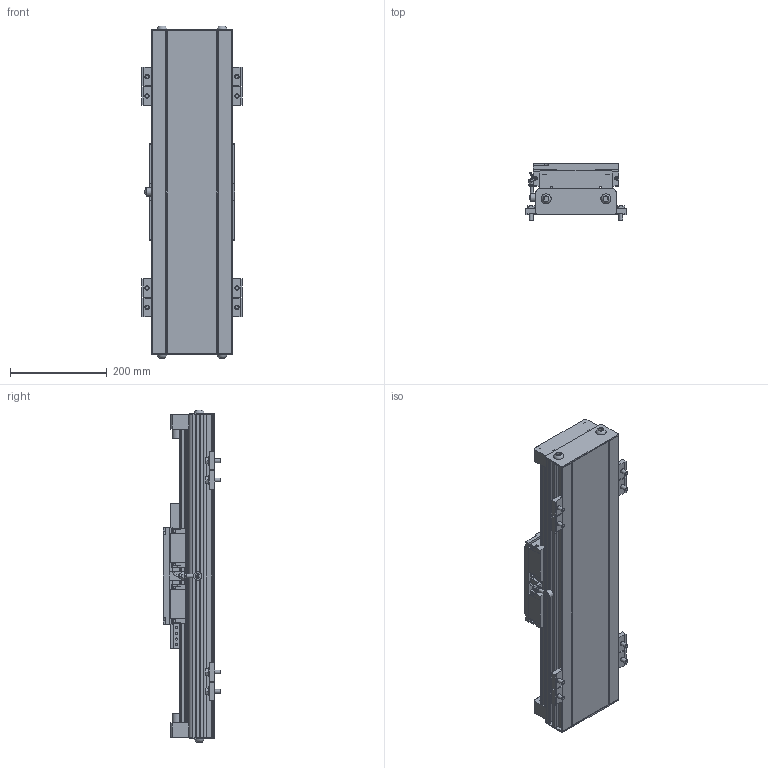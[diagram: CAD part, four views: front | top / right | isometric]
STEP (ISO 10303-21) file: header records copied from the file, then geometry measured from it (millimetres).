
FILE_DESCRIPTION( ( 'STEP AP214' ), '1' );
FILE_NAME( 'LRTL12.step', '2008-10-24T12:11:16', ( ' ' ), ( ' ' ), 'XStep 1.0', ' ', ' ' );
FILE_SCHEMA( ( 'automotive_design' ) );
Length unit declared in the file: millimetre
Products named in the file (13): 1; 2; 3; 4; 5; 6; 7; 8; 9; 10; 11; 12; 13
Bounding box: 207 x 118.5 x 687.2 mm (x, y, z)
Volume: 5092470.3 mm3; surface area: 1335744.3 mm2
Topology: 13 solids, 68 shells, 3339 faces, 8436 edges, 5485 vertices
Faces by surface type: plane 1799, cylinder 1080, cone 421, torus 34, sphere 5
Full cylindrical faces by diameter (mm): 2.5 x5, 3.242 x4, 3.3 x2, 4.2 x10, 4.5 x4, 4.918 x4, 5 x58, 5.2 x1, 6 x24, 6.8 x1, 8 x34, 8.02 x3, 8.05 x1, 8.25 x8, 8.376 x4, 8.5 x32, 9 x8, 9.2 x1, 13 x8, 14 x8, 17 x1, 18 x8, 20 x4
Entity records: 125733 total; most frequent: CARTESIAN_POINT 18922, DIRECTION 17033, ORIENTED_EDGE 15886, EDGE_CURVE 7943, AXIS2_PLACEMENT_3D 6032, VERTEX_POINT 5361, LINE 4969, VECTOR 4969
